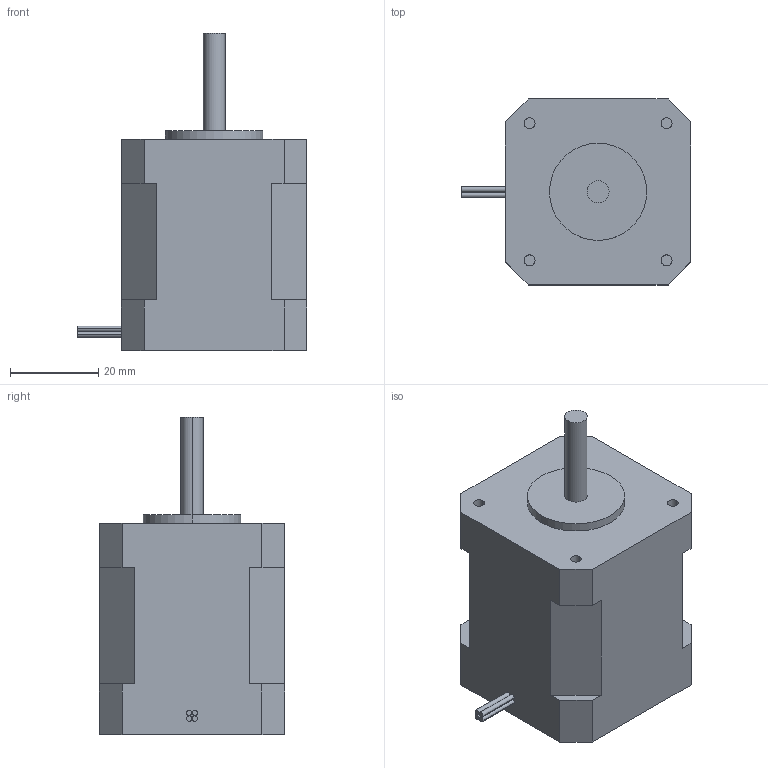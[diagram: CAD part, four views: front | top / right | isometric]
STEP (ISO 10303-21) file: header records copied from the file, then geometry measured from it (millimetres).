
FILE_DESCRIPTION (( 'STEP AP214' ), '1' );
FILE_NAME ('User Library-stepper-motor-nema17-fl42sth47-1684A-01.STEP', '2010-11-07T15:23:08', ( 'Solidworks' ), ( 'Solidworks' ), 'SwSTEP 2.0', 'SolidWorks 2011', '' );
FILE_SCHEMA (( 'AUTOMOTIVE_DESIGN' ));
Length unit declared in the file: millimetre
Products named in the file (1): User Library-stepper-motor-nema17-fl42sth47-1684A-01
Bounding box: 52 x 42 x 71.8 mm (x, y, z)
Volume: 80945.3 mm3; surface area: 11636 mm2
Topology: 1 solids, 1 shells, 56 faces, 132 edges, 88 vertices
Faces by surface type: plane 36, cylinder 20
Entity records: 1650 total; most frequent: DIRECTION 286, CARTESIAN_POINT 277, ORIENTED_EDGE 264, EDGE_CURVE 132, AXIS2_PLACEMENT_3D 97, VECTOR 92, LINE 92, VERTEX_POINT 88
